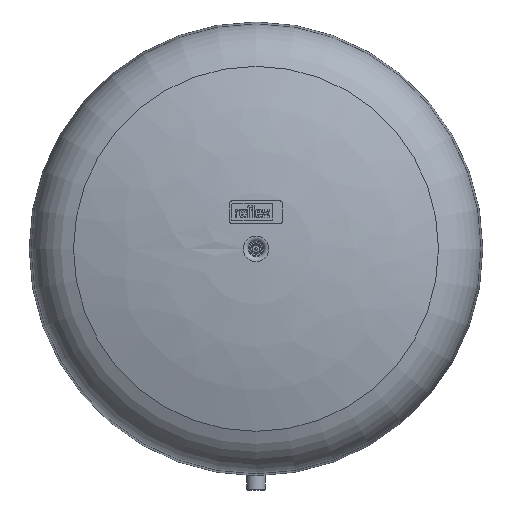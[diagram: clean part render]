
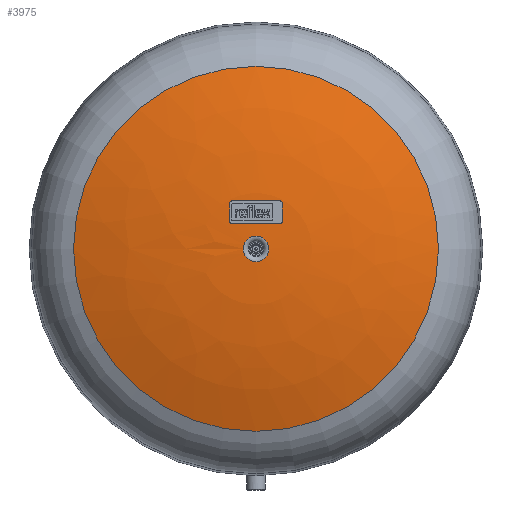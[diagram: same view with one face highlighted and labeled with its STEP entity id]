
A CAD part, front view. The second image highlights one B-rep face of the part: STEP entity #3975.
In plain terms, the highlighted free-form (B-spline) face has degree [2, 2] with [3, 9] control points.
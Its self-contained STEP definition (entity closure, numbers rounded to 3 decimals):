
#16=(
BOUNDED_CURVE()
B_SPLINE_CURVE(2,(#6238,#6239,#6240),.UNSPECIFIED.,.F.,.F.)
B_SPLINE_CURVE_WITH_KNOTS((3,3),(-1.567,-1.258),
 .UNSPECIFIED.)
CURVE()
GEOMETRIC_REPRESENTATION_ITEM()
RATIONAL_B_SPLINE_CURVE((1.,0.988,1.))
REPRESENTATION_ITEM($)
);
#20=(
BOUNDED_SURFACE()
B_SPLINE_SURFACE(2,2,((#6207,#6208,#6209,#6210,#6211,#6212,#6213,#6214,
#6215),(#6216,#6217,#6218,#6219,#6220,#6221,#6222,#6223,#6224),(#6225,#6226,
#6227,#6228,#6229,#6230,#6231,#6232,#6233)),.UNSPECIFIED.,.F.,.T.,.F.)
B_SPLINE_SURFACE_WITH_KNOTS((3,3),(3,2,2,2,3),(1.258,1.567),
(-3.142,-1.571,0.,1.571,3.142),
 .UNSPECIFIED.)
GEOMETRIC_REPRESENTATION_ITEM()
RATIONAL_B_SPLINE_SURFACE(((1.,0.707,1.,0.707,1.,
0.707,1.,0.707,1.),(0.988,0.699,
0.988,0.699,0.988,0.699,0.988,
0.699,0.988),(1.,0.707,1.,0.707,
1.,0.707,1.,0.707,1.)))
REPRESENTATION_ITEM($)
SURFACE()
);
#255=FACE_OUTER_BOUND($,#507,.T.);
#507=EDGE_LOOP($,(#2860,#2861,#2862,#2863,#2864,#2865));
#1495=CIRCLE($,#4271,255.034);
#1496=CIRCLE($,#4272,255.034);
#1497=CIRCLE($,#4273,17.774);
#1498=CIRCLE($,#4274,17.774);
#1741=VERTEX_POINT($,#6203);
#1742=VERTEX_POINT($,#6204);
#1743=VERTEX_POINT($,#6234);
#1744=VERTEX_POINT($,#6235);
#2174=EDGE_CURVE($,#1741,#1742,#1495,.T.);
#2175=EDGE_CURVE($,#1742,#1741,#1496,.T.);
#2176=EDGE_CURVE($,#1743,#1744,#1497,.T.);
#2177=EDGE_CURVE($,#1744,#1743,#1498,.T.);
#2178=EDGE_CURVE($,#1744,#1742,#16,.T.);
#2860=ORIENTED_EDGE($,*,*,#2176,.F.);
#2861=ORIENTED_EDGE($,*,*,#2177,.F.);
#2862=ORIENTED_EDGE($,*,*,#2178,.T.);
#2863=ORIENTED_EDGE($,*,*,#2175,.T.);
#2864=ORIENTED_EDGE($,*,*,#2174,.T.);
#2865=ORIENTED_EDGE($,*,*,#2178,.F.);
#3975=ADVANCED_FACE($,(#255),#20,.F.);
#4271=AXIS2_PLACEMENT_3D($,#6205,#4865,#4866);
#4272=AXIS2_PLACEMENT_3D($,#6206,#4867,#4868);
#4273=AXIS2_PLACEMENT_3D($,#6236,#4869,#4870);
#4274=AXIS2_PLACEMENT_3D($,#6237,#4871,#4872);
#4865=DIRECTION('center_axis',(0.,-1.,0.));
#4866=DIRECTION('ref_axis',(1.,0.,0.));
#4867=DIRECTION('center_axis',(0.,-1.,0.));
#4868=DIRECTION('ref_axis',(1.,0.,0.));
#4869=DIRECTION('center_axis',(0.,-1.,0.));
#4870=DIRECTION('ref_axis',(1.,0.,0.));
#4871=DIRECTION('center_axis',(0.,-1.,0.));
#4872=DIRECTION('ref_axis',(1.,0.,0.));
#6203=CARTESIAN_POINT('',(0.,-151.679,592.034));
#6204=CARTESIAN_POINT('',(-255.034,-151.679,337.));
#6205=CARTESIAN_POINT('Origin',(0.,-151.679,
337.));
#6206=CARTESIAN_POINT('Origin',(0.,-151.679,
337.));
#6207=CARTESIAN_POINT('Ctrl Pts',(-255.034,-151.679,337.));
#6208=CARTESIAN_POINT('Ctrl Pts',(-255.034,-151.679,81.966));
#6209=CARTESIAN_POINT('Ctrl Pts',(0.,-151.679,
81.966));
#6210=CARTESIAN_POINT('Ctrl Pts',(255.034,-151.679,81.966));
#6211=CARTESIAN_POINT('Ctrl Pts',(255.034,-151.679,337.));
#6212=CARTESIAN_POINT('Ctrl Pts',(255.034,-151.679,592.034));
#6213=CARTESIAN_POINT('Ctrl Pts',(0.,-151.679,
592.034));
#6214=CARTESIAN_POINT('Ctrl Pts',(-255.034,-151.679,592.034));
#6215=CARTESIAN_POINT('Ctrl Pts',(-255.034,-151.679,337.));
#6216=CARTESIAN_POINT('Ctrl Pts',(-139.348,-189.057,337.));
#6217=CARTESIAN_POINT('Ctrl Pts',(-139.348,-189.057,197.652));
#6218=CARTESIAN_POINT('Ctrl Pts',(0.,-189.057,
197.652));
#6219=CARTESIAN_POINT('Ctrl Pts',(139.348,-189.057,197.652));
#6220=CARTESIAN_POINT('Ctrl Pts',(139.348,-189.057,337.));
#6221=CARTESIAN_POINT('Ctrl Pts',(139.348,-189.057,476.348));
#6222=CARTESIAN_POINT('Ctrl Pts',(0.,-189.057,
476.348));
#6223=CARTESIAN_POINT('Ctrl Pts',(-139.348,-189.057,476.348));
#6224=CARTESIAN_POINT('Ctrl Pts',(-139.348,-189.057,337.));
#6225=CARTESIAN_POINT('Ctrl Pts',(-17.774,-189.486,337.));
#6226=CARTESIAN_POINT('Ctrl Pts',(-17.774,-189.486,319.226));
#6227=CARTESIAN_POINT('Ctrl Pts',(0.,-189.486,
319.226));
#6228=CARTESIAN_POINT('Ctrl Pts',(17.774,-189.486,319.226));
#6229=CARTESIAN_POINT('Ctrl Pts',(17.774,-189.486,337.));
#6230=CARTESIAN_POINT('Ctrl Pts',(17.774,-189.486,354.774));
#6231=CARTESIAN_POINT('Ctrl Pts',(0.,-189.486,
354.774));
#6232=CARTESIAN_POINT('Ctrl Pts',(-17.774,-189.486,354.774));
#6233=CARTESIAN_POINT('Ctrl Pts',(-17.774,-189.486,337.));
#6234=CARTESIAN_POINT('',(0.,-189.486,354.774));
#6235=CARTESIAN_POINT('',(-17.774,-189.486,337.));
#6236=CARTESIAN_POINT('Origin',(0.,-189.486,
337.));
#6237=CARTESIAN_POINT('Origin',(0.,-189.486,
337.));
#6238=CARTESIAN_POINT('Ctrl Pts',(-17.774,-189.486,337.));
#6239=CARTESIAN_POINT('Ctrl Pts',(-139.348,-189.057,337.));
#6240=CARTESIAN_POINT('Ctrl Pts',(-255.034,-151.679,337.));
